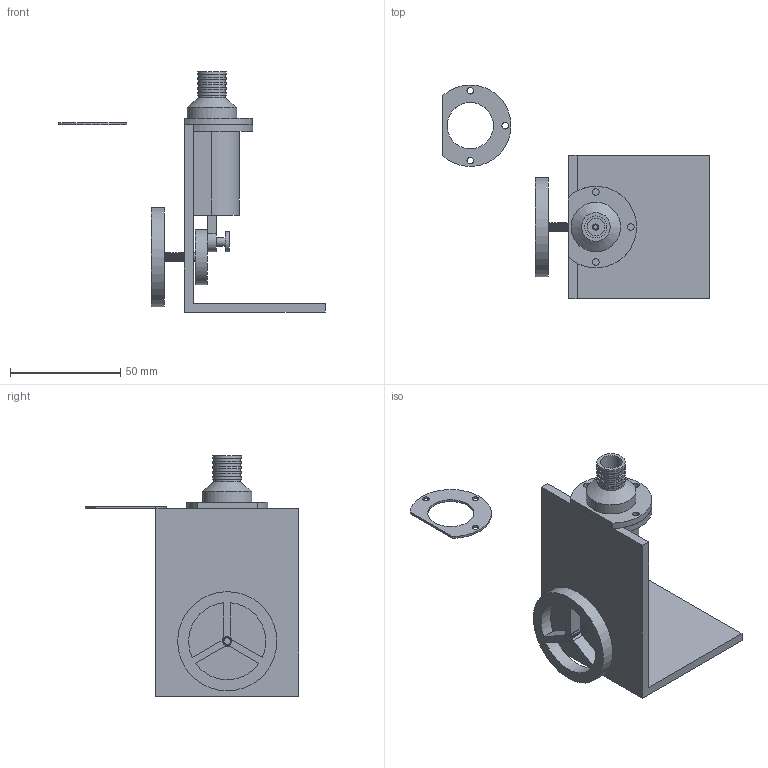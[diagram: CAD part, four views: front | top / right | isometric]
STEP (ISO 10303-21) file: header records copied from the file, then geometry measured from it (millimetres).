
FILE_DESCRIPTION(/* description */ (''),/* implementation_level */ '2;1');
FILE_NAME(/* name */ 'eng_CAD.step',/* time_stamp */ '2026-02-28T23:39:31+02:00',/* author */ (''),/* organization */ (''),/* preprocessor_version */ 'ST-DEVELOPER v20.1',/* originating_system */ 'Autodesk Translation Framework v14.24.0.0',/* authorisation */ '');
FILE_SCHEMA (('AUTOMOTIVE_DESIGN { 1 0 10303 214 3 1 1 }'));
Length unit declared in the file: millimetre
Products named in the file (1): air engibe
Bounding box: 121 x 96.97 x 109 mm (x, y, z)
Volume: 60566.3 mm3; surface area: 39751.4 mm2
Topology: 9 solids, 9 shells, 210 faces, 517 edges, 344 vertices
Faces by surface type: cylinder 124, plane 81, bspline 4, cone 1
Full cylindrical faces by diameter (mm): 2 x1, 2.8 x1, 3 x9, 3.111 x9, 3.332 x4, 3.8 x1, 3.908 x17, 4 x1, 4.109 x2, 4.2 x4, 4.4 x1, 8 x1, 9 x1, 10 x1, 11 x1, 12 x5, 13 x5, 19 x1, 20 x2, 21 x2, 22.5 x1, 25 x1, 45 x1
Entity records: 10166 total; most frequent: CARTESIAN_POINT 5209, ORIENTED_EDGE 1034, DIRECTION 930, EDGE_CURVE 517, VERTEX_POINT 344, AXIS2_PLACEMENT_3D 342, EDGE_LOOP 273, LINE 246
